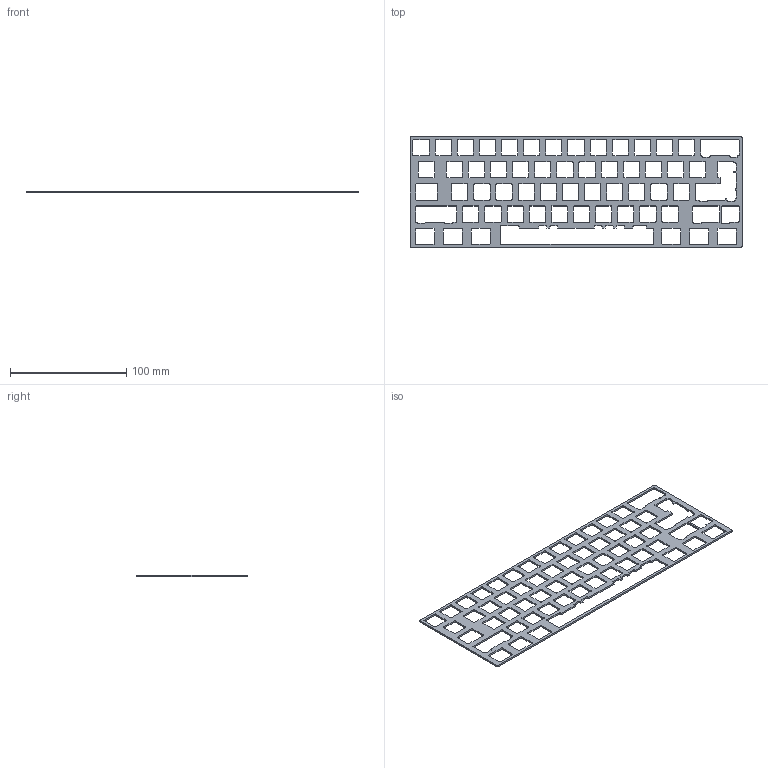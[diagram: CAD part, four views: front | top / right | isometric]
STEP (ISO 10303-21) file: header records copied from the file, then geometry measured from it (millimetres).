
FILE_DESCRIPTION(/* description */ (''),/* implementation_level */ '2;1');
FILE_NAME(/* name */ 'RoySauce 60 v2 Plate.step',/* time_stamp */ '2024-05-12T15:12:24-07:00',/* author */ (''),/* organization */ (''),/* preprocessor_version */ 'ST-DEVELOPER v20',/* originating_system */ 'Autodesk Translation Framework v12.20.1.177',/* authorisation */ '');
FILE_SCHEMA (('AUTOMOTIVE_DESIGN { 1 0 10303 214 3 1 1 }'));
Length unit declared in the file: millimetre
Products named in the file (1): RoySauce 60 v2
Bounding box: 285.75 x 95.25 x 1.5 mm (x, y, z)
Volume: 18106.2 mm3; surface area: 30988.4 mm2
Topology: 1 solids, 1 shells, 598 faces, 1788 edges, 1192 vertices
Faces by surface type: plane 318, cylinder 280
Entity records: 20528 total; most frequent: CARTESIAN_POINT 3579, ORIENTED_EDGE 3576, DIRECTION 3546, EDGE_CURVE 1788, LINE 1228, VECTOR 1228, VERTEX_POINT 1192, AXIS2_PLACEMENT_3D 1159
